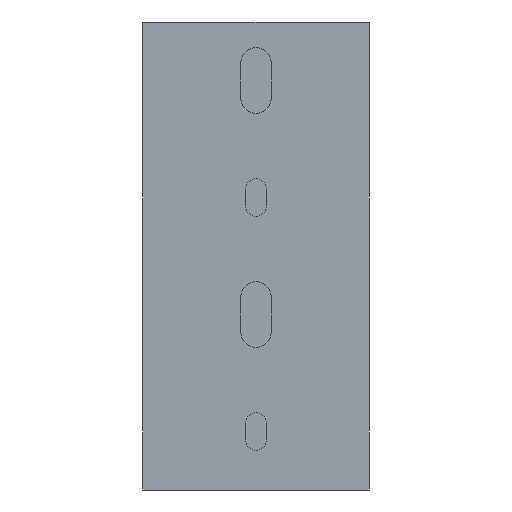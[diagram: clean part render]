
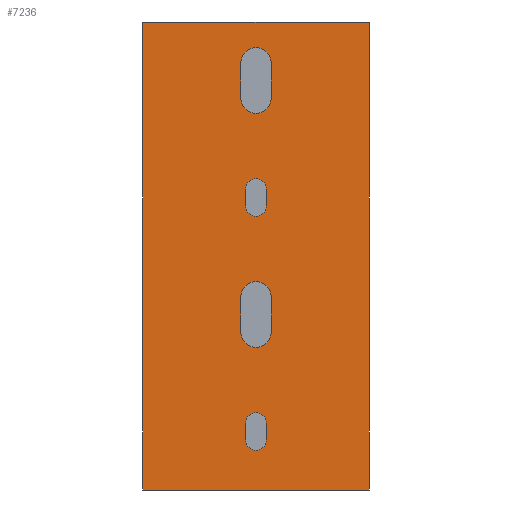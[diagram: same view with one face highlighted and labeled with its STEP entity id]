
A CAD part, front view. The second image highlights one B-rep face of the part: STEP entity #7236.
In plain terms, the highlighted planar face has unit normal (0, -1, 0).
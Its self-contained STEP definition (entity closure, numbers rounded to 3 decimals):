
#390=DIRECTION('',(-1.,0.,0.));
#391=VECTOR('',#390,48.5);
#392=CARTESIAN_POINT('',(24.25,0.,100.));
#393=LINE('',#392,#391);
#720=DIRECTION('',(0.,0.,1.));
#721=VECTOR('',#720,100.);
#722=CARTESIAN_POINT('',(24.25,0.,0.));
#723=LINE('',#722,#721);
#2887=DIRECTION('',(-1.,0.,0.));
#2888=VECTOR('',#2887,48.5);
#2889=CARTESIAN_POINT('',(24.25,0.,0.));
#2890=LINE('',#2889,#2888);
#2894=DIRECTION('',(0.,0.,1.));
#2895=VECTOR('',#2894,100.);
#2896=CARTESIAN_POINT('',(-24.25,0.,0.));
#2897=LINE('',#2896,#2895);
#2901=CARTESIAN_POINT('',(0.,0.,8.75));
#2902=DIRECTION('',(0.,1.,0.));
#2903=DIRECTION('',(1.,0.,0.));
#2904=AXIS2_PLACEMENT_3D('',#2901,#2902,#2903);
#2909=DIRECTION('',(0.,0.,-1.));
#2910=VECTOR('',#2909,7.5);
#2911=CARTESIAN_POINT('',(3.25,0.,16.25));
#2912=LINE('',#2911,#2910);
#2916=CARTESIAN_POINT('',(0.,0.,16.25));
#2917=DIRECTION('',(0.,1.,0.));
#2918=DIRECTION('',(-1.,0.,0.));
#2919=AXIS2_PLACEMENT_3D('',#2916,#2917,#2918);
#2924=DIRECTION('',(0.,0.,1.));
#2925=VECTOR('',#2924,7.5);
#2926=CARTESIAN_POINT('',(-3.25,0.,8.75));
#2927=LINE('',#2926,#2925);
#2931=CARTESIAN_POINT('',(0.,0.,35.75));
#2932=DIRECTION('',(0.,1.,0.));
#2933=DIRECTION('',(1.,0.,0.));
#2934=AXIS2_PLACEMENT_3D('',#2931,#2932,#2933);
#2939=DIRECTION('',(0.,0.,-1.));
#2940=VECTOR('',#2939,3.5);
#2941=CARTESIAN_POINT('',(2.25,0.,39.25));
#2942=LINE('',#2941,#2940);
#2946=CARTESIAN_POINT('',(0.,0.,39.25));
#2947=DIRECTION('',(0.,1.,0.));
#2948=DIRECTION('',(-1.,0.,0.));
#2949=AXIS2_PLACEMENT_3D('',#2946,#2947,#2948);
#2954=DIRECTION('',(0.,0.,1.));
#2955=VECTOR('',#2954,3.5);
#2956=CARTESIAN_POINT('',(-2.25,0.,35.75));
#2957=LINE('',#2956,#2955);
#2961=CARTESIAN_POINT('',(0.,0.,58.75));
#2962=DIRECTION('',(0.,1.,0.));
#2963=DIRECTION('',(1.,0.,0.));
#2964=AXIS2_PLACEMENT_3D('',#2961,#2962,#2963);
#2969=DIRECTION('',(0.,0.,-1.));
#2970=VECTOR('',#2969,7.5);
#2971=CARTESIAN_POINT('',(3.25,0.,66.25));
#2972=LINE('',#2971,#2970);
#2976=CARTESIAN_POINT('',(0.,0.,66.25));
#2977=DIRECTION('',(0.,1.,0.));
#2978=DIRECTION('',(-1.,0.,0.));
#2979=AXIS2_PLACEMENT_3D('',#2976,#2977,#2978);
#2984=DIRECTION('',(0.,0.,1.));
#2985=VECTOR('',#2984,7.5);
#2986=CARTESIAN_POINT('',(-3.25,0.,58.75));
#2987=LINE('',#2986,#2985);
#2991=CARTESIAN_POINT('',(0.,0.,85.75));
#2992=DIRECTION('',(0.,1.,0.));
#2993=DIRECTION('',(1.,0.,0.));
#2994=AXIS2_PLACEMENT_3D('',#2991,#2992,#2993);
#2999=DIRECTION('',(0.,0.,-1.));
#3000=VECTOR('',#2999,3.5);
#3001=CARTESIAN_POINT('',(2.25,0.,89.25));
#3002=LINE('',#3001,#3000);
#3006=CARTESIAN_POINT('',(0.,0.,89.25));
#3007=DIRECTION('',(0.,1.,0.));
#3008=DIRECTION('',(-1.,0.,0.));
#3009=AXIS2_PLACEMENT_3D('',#3006,#3007,#3008);
#3014=DIRECTION('',(0.,0.,1.));
#3015=VECTOR('',#3014,3.5);
#3016=CARTESIAN_POINT('',(-2.25,0.,85.75));
#3017=LINE('',#3016,#3015);
#4081=CARTESIAN_POINT('',(3.25,0.,8.75));
#4082=CARTESIAN_POINT('',(-3.25,0.,8.75));
#4083=VERTEX_POINT('',#4081);
#4084=VERTEX_POINT('',#4082);
#4085=CARTESIAN_POINT('',(-3.25,0.,16.25));
#4086=VERTEX_POINT('',#4085);
#4087=CARTESIAN_POINT('',(3.25,0.,16.25));
#4088=VERTEX_POINT('',#4087);
#4089=CARTESIAN_POINT('',(2.25,0.,35.75));
#4090=CARTESIAN_POINT('',(-2.25,0.,35.75));
#4091=VERTEX_POINT('',#4089);
#4092=VERTEX_POINT('',#4090);
#4093=CARTESIAN_POINT('',(-2.25,0.,39.25));
#4094=VERTEX_POINT('',#4093);
#4095=CARTESIAN_POINT('',(2.25,0.,39.25));
#4096=VERTEX_POINT('',#4095);
#4113=CARTESIAN_POINT('',(3.25,0.,58.75));
#4114=CARTESIAN_POINT('',(-3.25,0.,58.75));
#4115=VERTEX_POINT('',#4113);
#4116=VERTEX_POINT('',#4114);
#4117=CARTESIAN_POINT('',(-3.25,0.,66.25));
#4118=VERTEX_POINT('',#4117);
#4119=CARTESIAN_POINT('',(3.25,0.,66.25));
#4120=VERTEX_POINT('',#4119);
#4121=CARTESIAN_POINT('',(2.25,0.,85.75));
#4122=CARTESIAN_POINT('',(-2.25,0.,85.75));
#4123=VERTEX_POINT('',#4121);
#4124=VERTEX_POINT('',#4122);
#4125=CARTESIAN_POINT('',(-2.25,0.,89.25));
#4126=VERTEX_POINT('',#4125);
#4127=CARTESIAN_POINT('',(2.25,0.,89.25));
#4128=VERTEX_POINT('',#4127);
#4273=CARTESIAN_POINT('',(-24.25,0.,0.));
#4274=CARTESIAN_POINT('',(-24.25,0.,100.));
#4275=VERTEX_POINT('',#4273);
#4276=VERTEX_POINT('',#4274);
#4281=CARTESIAN_POINT('',(24.25,0.,0.));
#4282=CARTESIAN_POINT('',(24.25,0.,100.));
#4283=VERTEX_POINT('',#4281);
#4284=VERTEX_POINT('',#4282);
#7185=CARTESIAN_POINT('',(-24.25,0.,0.));
#7186=DIRECTION('',(0.,-1.,0.));
#7187=DIRECTION('',(1.,0.,0.));
#7188=AXIS2_PLACEMENT_3D('',#7185,#7186,#7187);
#7189=PLANE('',#7188);
#7190=ORIENTED_EDGE('',*,*,#4984,.F.);
#7191=ORIENTED_EDGE('',*,*,#5368,.F.);
#7192=ORIENTED_EDGE('',*,*,#4812,.T.);
#7193=ORIENTED_EDGE('',*,*,#7138,.T.);
#7194=EDGE_LOOP('',(#7190,#7191,#7192,#7193));
#7195=FACE_OUTER_BOUND('',#7194,.F.);
#7197=ORIENTED_EDGE('',*,*,#7196,.F.);
#7199=ORIENTED_EDGE('',*,*,#7198,.F.);
#7201=ORIENTED_EDGE('',*,*,#7200,.F.);
#7203=ORIENTED_EDGE('',*,*,#7202,.F.);
#7204=EDGE_LOOP('',(#7197,#7199,#7201,#7203));
#7205=FACE_BOUND('',#7204,.F.);
#7207=ORIENTED_EDGE('',*,*,#7206,.F.);
#7209=ORIENTED_EDGE('',*,*,#7208,.F.);
#7211=ORIENTED_EDGE('',*,*,#7210,.F.);
#7213=ORIENTED_EDGE('',*,*,#7212,.F.);
#7214=EDGE_LOOP('',(#7207,#7209,#7211,#7213));
#7215=FACE_BOUND('',#7214,.F.);
#7217=ORIENTED_EDGE('',*,*,#7216,.F.);
#7219=ORIENTED_EDGE('',*,*,#7218,.F.);
#7221=ORIENTED_EDGE('',*,*,#7220,.F.);
#7223=ORIENTED_EDGE('',*,*,#7222,.F.);
#7224=EDGE_LOOP('',(#7217,#7219,#7221,#7223));
#7225=FACE_BOUND('',#7224,.F.);
#7227=ORIENTED_EDGE('',*,*,#7226,.F.);
#7229=ORIENTED_EDGE('',*,*,#7228,.F.);
#7231=ORIENTED_EDGE('',*,*,#7230,.F.);
#7233=ORIENTED_EDGE('',*,*,#7232,.F.);
#7234=EDGE_LOOP('',(#7227,#7229,#7231,#7233));
#7235=FACE_BOUND('',#7234,.F.);
#2905=CIRCLE('',#2904,3.25);
#2920=CIRCLE('',#2919,3.25);
#2935=CIRCLE('',#2934,2.25);
#2950=CIRCLE('',#2949,2.25);
#2965=CIRCLE('',#2964,3.25);
#2980=CIRCLE('',#2979,3.25);
#2995=CIRCLE('',#2994,2.25);
#3010=CIRCLE('',#3009,2.25);
#4812=EDGE_CURVE('',#4283,#4275,#2890,.T.);
#4984=EDGE_CURVE('',#4284,#4276,#393,.T.);
#5368=EDGE_CURVE('',#4283,#4284,#723,.T.);
#7138=EDGE_CURVE('',#4275,#4276,#2897,.T.);
#7196=EDGE_CURVE('',#4083,#4084,#2905,.T.);
#7198=EDGE_CURVE('',#4088,#4083,#2912,.T.);
#7200=EDGE_CURVE('',#4086,#4088,#2920,.T.);
#7202=EDGE_CURVE('',#4084,#4086,#2927,.T.);
#7206=EDGE_CURVE('',#4091,#4092,#2935,.T.);
#7208=EDGE_CURVE('',#4096,#4091,#2942,.T.);
#7210=EDGE_CURVE('',#4094,#4096,#2950,.T.);
#7212=EDGE_CURVE('',#4092,#4094,#2957,.T.);
#7216=EDGE_CURVE('',#4115,#4116,#2965,.T.);
#7218=EDGE_CURVE('',#4120,#4115,#2972,.T.);
#7220=EDGE_CURVE('',#4118,#4120,#2980,.T.);
#7222=EDGE_CURVE('',#4116,#4118,#2987,.T.);
#7226=EDGE_CURVE('',#4123,#4124,#2995,.T.);
#7228=EDGE_CURVE('',#4128,#4123,#3002,.T.);
#7230=EDGE_CURVE('',#4126,#4128,#3010,.T.);
#7232=EDGE_CURVE('',#4124,#4126,#3017,.T.);
#7236=ADVANCED_FACE('',(#7195,#7205,#7215,#7225,#7235),#7189,.T.);
